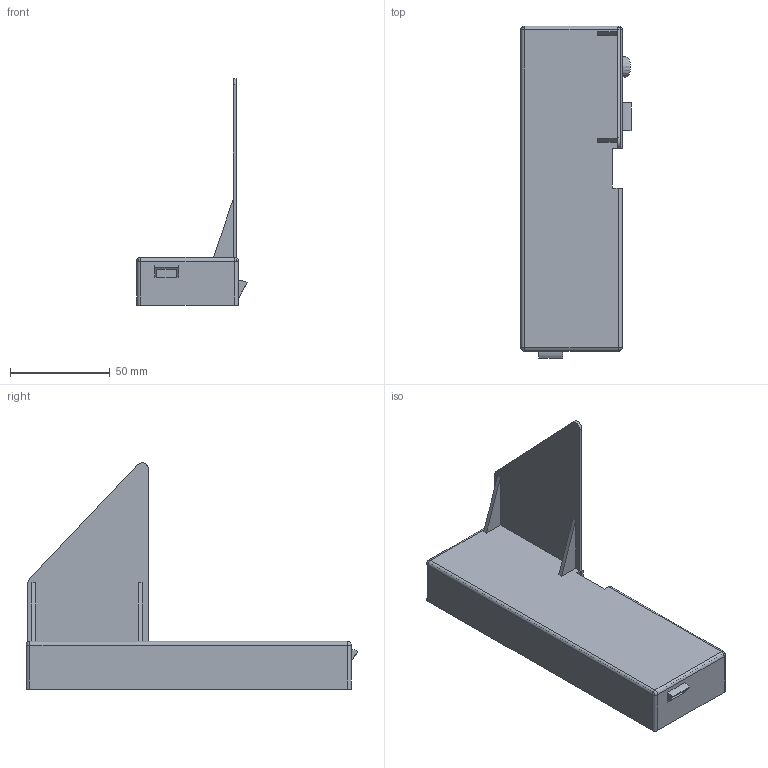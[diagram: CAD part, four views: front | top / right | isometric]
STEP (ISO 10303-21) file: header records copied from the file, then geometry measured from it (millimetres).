
FILE_DESCRIPTION(('FreeCAD Model'),'2;1');
FILE_NAME('Open CASCADE Shape Model','2025-09-26T03:25:12',(''),(''), 'Open CASCADE STEP processor 7.6','FreeCAD','Unknown');
FILE_SCHEMA(('AUTOMOTIVE_DESIGN { 1 0 10303 214 1 1 1 1 }'));
Length unit declared in the file: millimetre
Products named in the file (1): protection_xeryon_controler_from_drops
Bounding box: 55.5 x 166.44 x 113.48 mm (x, y, z)
Volume: 23255.5 mm3; surface area: 43371.6 mm2
Topology: 1 solids, 1 shells, 65 faces, 178 edges, 111 vertices
Faces by surface type: plane 41, cylinder 18, sphere 4, revolution 2
Full cylindrical faces by diameter (mm): 8.3 x1
Entity records: 2054 total; most frequent: CARTESIAN_POINT 353, DIRECTION 352, ORIENTED_EDGE 348, EDGE_CURVE 174, LINE 130, VECTOR 130, VERTEX_POINT 111, AXIS2_PLACEMENT_3D 110
